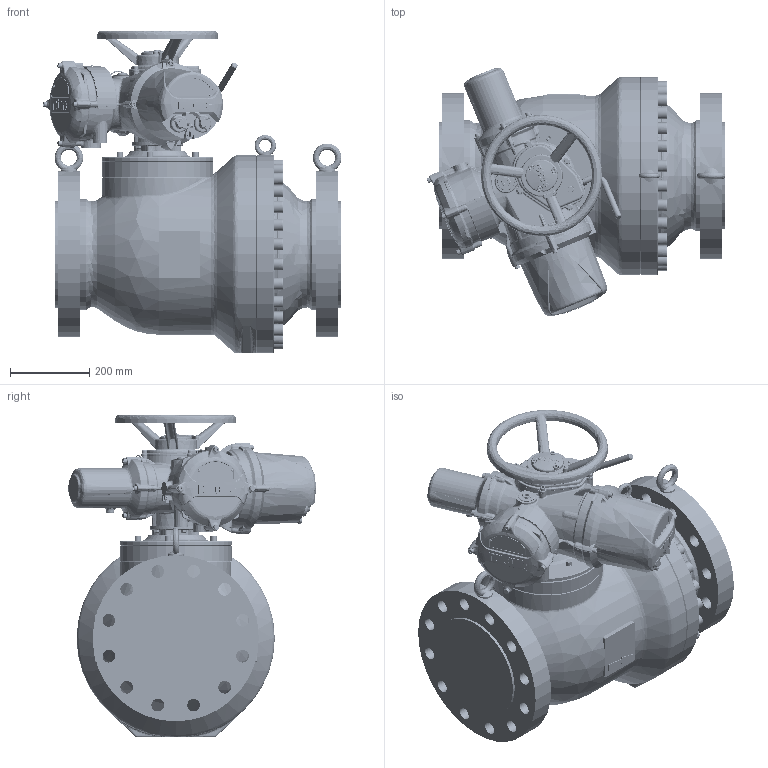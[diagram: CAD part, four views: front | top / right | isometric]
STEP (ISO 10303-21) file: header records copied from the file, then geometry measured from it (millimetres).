
FILE_DESCRIPTION (( 'STEP AP214' ), '1' );
FILE_NAME ('HON530E-WG_DN200_DN200_cl600_X_X_R_ROTORK.STEP', '2020-05-25T12:45:19', ( '' ), ( '' ), 'SwSTEP 2.0', 'SolidWorks 2017', '' );
FILE_SCHEMA (( 'AUTOMOTIVE_DESIGN' ));
Products named in the file (1): HON530E-WG_DN200_DN200_cl600_X_X_R_ROTORK
Bounding box: 753.97 x 625.65 x 814.35 mm (x, y, z)
Volume: 110768018.4 mm3; surface area: 2522949.4 mm2
Topology: 2 solids, 2 shells, 6864 faces, 17789 edges, 10808 vertices
Faces by surface type: bspline 2996, plane 2062, cylinder 1062, cone 744
Full cylindrical faces by diameter (mm): 13 x2
Entity records: 439502 total; most frequent: CARTESIAN_POINT 295596, ORIENTED_EDGE 34980, DIRECTION 23704, EDGE_CURVE 17490, VERTEX_POINT 10808, AXIS2_PLACEMENT_3D 9331, EDGE_LOOP 7256, FACE_OUTER_BOUND 6866
